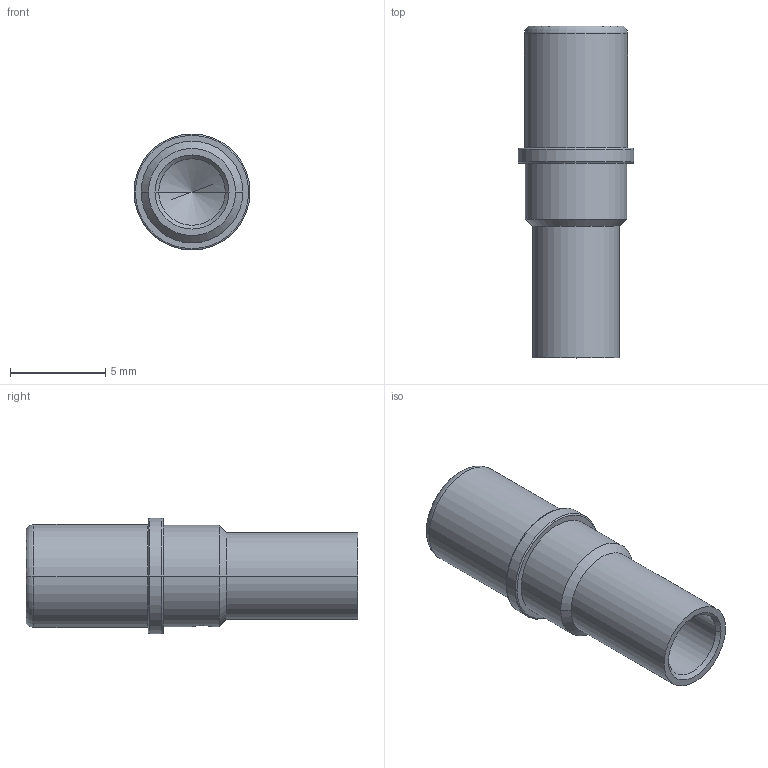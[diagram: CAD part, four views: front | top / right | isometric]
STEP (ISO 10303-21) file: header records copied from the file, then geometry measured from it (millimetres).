
FILE_DESCRIPTION((''),'2;1');
FILE_NAME('00170460002','2020-01-20T',('presta_be4'),(''),'CREO PARAMETRIC BY PTC INC, 2018360','CREO PARAMETRIC BY PTC INC, 2018360','');
FILE_SCHEMA(('CONFIG_CONTROL_DESIGN'));
Length unit declared in the file: millimetre
Products named in the file (1): 00170460002
Bounding box: 6.1 x 17.46 x 6.1 mm (x, y, z)
Volume: 194.7 mm3; surface area: 670.1 mm2
Topology: 1 solids, 1 shells, 98 faces, 244 edges, 150 vertices
Faces by surface type: cone 40, plane 24, cylinder 18, torus 16
Entity records: 3214 total; most frequent: CARTESIAN_POINT 916, ORIENTED_EDGE 480, DIRECTION 472, EDGE_CURVE 240, AXIS2_PLACEMENT_3D 210, VERTEX_POINT 150, CIRCLE 112, EDGE_LOOP 106
